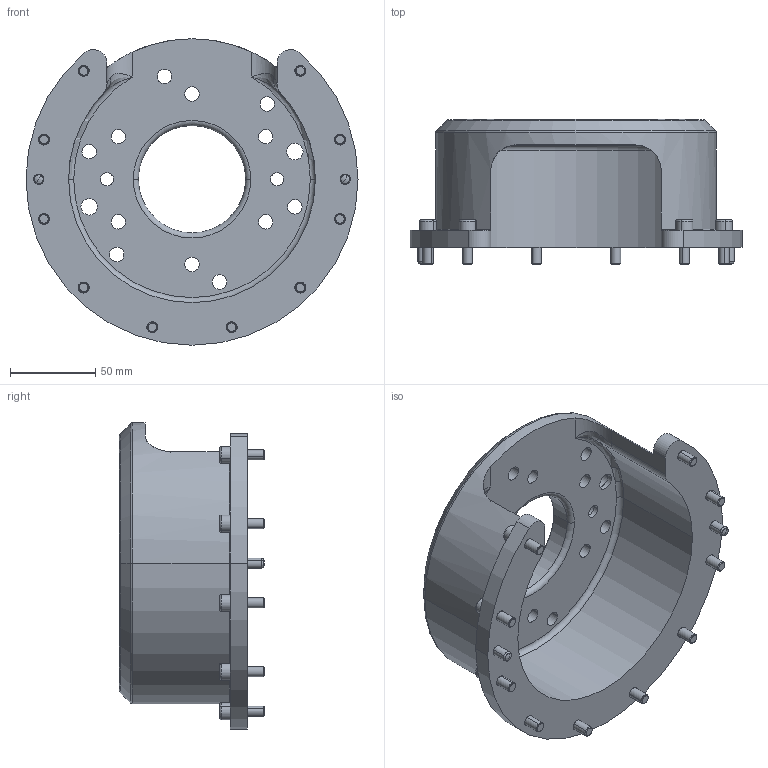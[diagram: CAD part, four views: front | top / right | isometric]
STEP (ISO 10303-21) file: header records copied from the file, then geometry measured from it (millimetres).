
FILE_DESCRIPTION (( 'STEP AP203' ), '1' );
FILE_NAME ('P5407.STEP', '2018-12-21T08:25:02', ( 'RSPlokal' ), ( 'Microsoft' ), 'SwSTEP 2.0', 'SolidWorks 2017', '' );
FILE_SCHEMA (( 'CONFIG_CONTROL_DESIGN' ));
Length unit declared in the file: millimetre
Products named in the file (1): P5407
Bounding box: 195 x 85.19 x 180 mm (x, y, z)
Volume: 550112.8 mm3; surface area: 120471.2 mm2
Topology: 13 solids, 13 shells, 318 faces, 734 edges, 460 vertices
Faces by surface type: cylinder 128, plane 106, cone 40, torus 32, sphere 8, bspline 4
Entity records: 9565 total; most frequent: CARTESIAN_POINT 1901, DIRECTION 1712, ORIENTED_EDGE 1464, EDGE_CURVE 732, AXIS2_PLACEMENT_3D 677, VERTEX_POINT 460, EDGE_LOOP 396, CIRCLE 362
